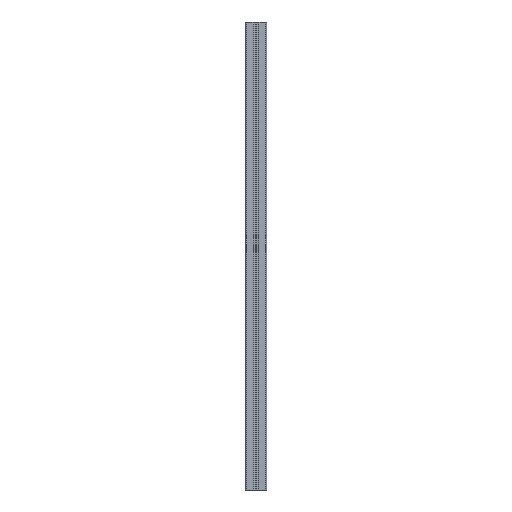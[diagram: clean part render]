
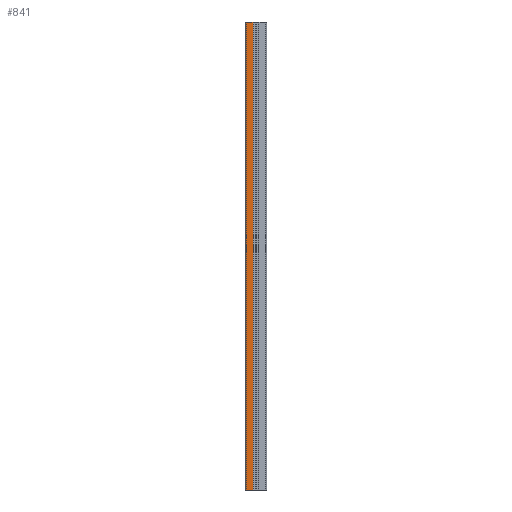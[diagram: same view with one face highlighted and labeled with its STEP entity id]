
A CAD part, left-side view. The second image highlights one B-rep face of the part: STEP entity #841.
In plain terms, the highlighted planar face has unit normal (-1, 0, 0).
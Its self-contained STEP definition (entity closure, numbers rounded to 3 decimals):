
#35 = VERTEX_POINT ( 'NONE', #6073 ) ;
#628 = CARTESIAN_POINT ( 'NONE',  ( -22.5, 22.5, -1000. ) ) ;
#841 = ADVANCED_FACE ( 'NONE', ( #2029 ), #6855, .T. ) ;
#1464 = CARTESIAN_POINT ( 'NONE',  ( -22.5, 22.5, -1000. ) ) ;
#1906 = DIRECTION ( 'NONE',  ( 0., 0., -1. ) ) ;
#2029 = FACE_OUTER_BOUND ( 'NONE', #10353, .T. ) ;
#2210 = VERTEX_POINT ( 'NONE', #7740 ) ;
#2572 = DIRECTION ( 'NONE',  ( 0., 1., 0. ) ) ;
#3297 = DIRECTION ( 'NONE',  ( -1., 0., 0. ) ) ;
#3435 = VECTOR ( 'NONE', #1906, 1000. ) ;
#4624 = EDGE_CURVE ( 'NONE', #35, #7275, #11150, .T. ) ;
#5180 = VECTOR ( 'NONE', #5192, 1000. ) ;
#5192 = DIRECTION ( 'NONE',  ( 0., 1., 0. ) ) ;
#5259 = AXIS2_PLACEMENT_3D ( 'NONE', #1464, #3297, #8575 ) ;
#5578 = VECTOR ( 'NONE', #8797, 1000. ) ;
#5852 = ORIENTED_EDGE ( 'NONE', *, *, #7844, .T. ) ;
#5892 = EDGE_CURVE ( 'NONE', #2210, #6546, #6684, .T. ) ;
#5898 = EDGE_CURVE ( 'NONE', #2210, #35, #7930, .T. ) ;
#6073 = CARTESIAN_POINT ( 'NONE',  ( -22.5, 6.325, -1000. ) ) ;
#6155 = ORIENTED_EDGE ( 'NONE', *, *, #5898, .F. ) ;
#6394 = CARTESIAN_POINT ( 'NONE',  ( -22.5, 20.5, -1000. ) ) ;
#6546 = VERTEX_POINT ( 'NONE', #9951 ) ;
#6684 = LINE ( 'NONE', #10590, #10581 ) ;
#6855 = PLANE ( 'NONE',  #5259 ) ;
#6900 = LINE ( 'NONE', #6394, #3435 ) ;
#7275 = VERTEX_POINT ( 'NONE', #9065 ) ;
#7740 = CARTESIAN_POINT ( 'NONE',  ( -22.5, 6.325, 0. ) ) ;
#7844 = EDGE_CURVE ( 'NONE', #6546, #7275, #6900, .T. ) ;
#7930 = LINE ( 'NONE', #11446, #5578 ) ;
#8322 = ORIENTED_EDGE ( 'NONE', *, *, #5892, .T. ) ;
#8575 = DIRECTION ( 'NONE',  ( 0., 0., 1. ) ) ;
#8797 = DIRECTION ( 'NONE',  ( 0., 0., -1. ) ) ;
#9065 = CARTESIAN_POINT ( 'NONE',  ( -22.5, 20.5, -1000. ) ) ;
#9350 = ORIENTED_EDGE ( 'NONE', *, *, #4624, .F. ) ;
#9951 = CARTESIAN_POINT ( 'NONE',  ( -22.5, 20.5, 0. ) ) ;
#10353 = EDGE_LOOP ( 'NONE', ( #8322, #5852, #9350, #6155 ) ) ;
#10581 = VECTOR ( 'NONE', #2572, 1000. ) ;
#10590 = CARTESIAN_POINT ( 'NONE',  ( -22.5, 22.5, 0. ) ) ;
#11150 = LINE ( 'NONE', #628, #5180 ) ;
#11446 = CARTESIAN_POINT ( 'NONE',  ( -22.5, 6.325, -1000. ) ) ;
